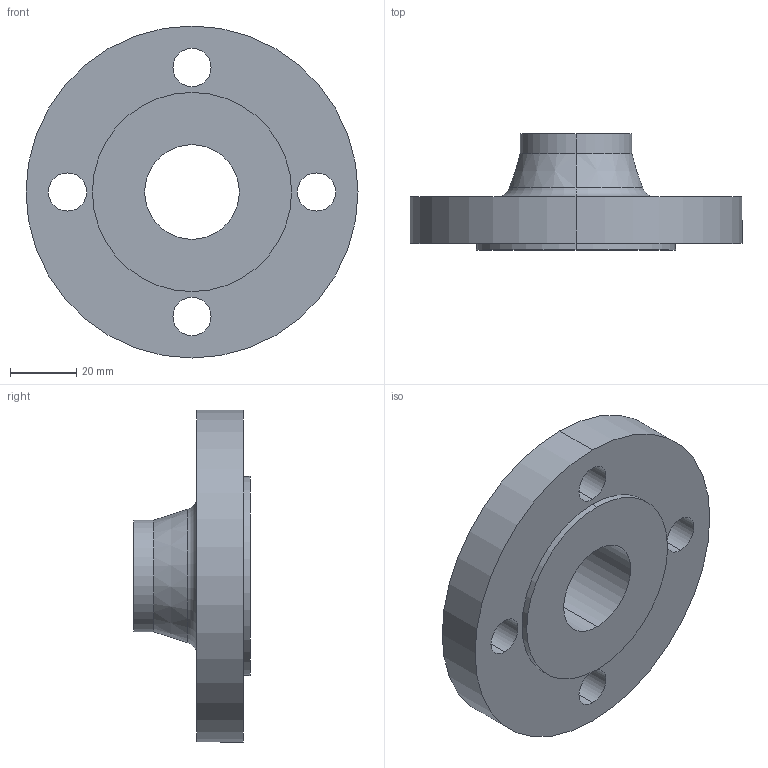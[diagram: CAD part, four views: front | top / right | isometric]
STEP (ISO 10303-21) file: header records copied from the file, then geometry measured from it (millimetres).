
FILE_DESCRIPTION (( 'STEP AP203' ), '1' );
FILE_NAME ('3D_R183_PN6_DN33.7_17632215.STEP', '2024-07-02T06:00:13', ( '' ), ( '' ), 'SwSTEP 2.0', 'SolidWorks 2024', '' );
FILE_SCHEMA (( 'CONFIG_CONTROL_DESIGN' ));
Length unit declared in the file: millimetre
Products named in the file (1): 3D_R183_PN6_DN33.7_17632215
Bounding box: 100 x 35 x 100 mm (x, y, z)
Volume: 107718.4 mm3; surface area: 25196.6 mm2
Topology: 1 solids, 1 shells, 24 faces, 56 edges, 36 vertices
Faces by surface type: cylinder 16, plane 4, torus 2, cone 2
Entity records: 803 total; most frequent: DIRECTION 144, CARTESIAN_POINT 117, ORIENTED_EDGE 112, AXIS2_PLACEMENT_3D 63, EDGE_CURVE 56, CIRCLE 38, EDGE_LOOP 36, VERTEX_POINT 36
